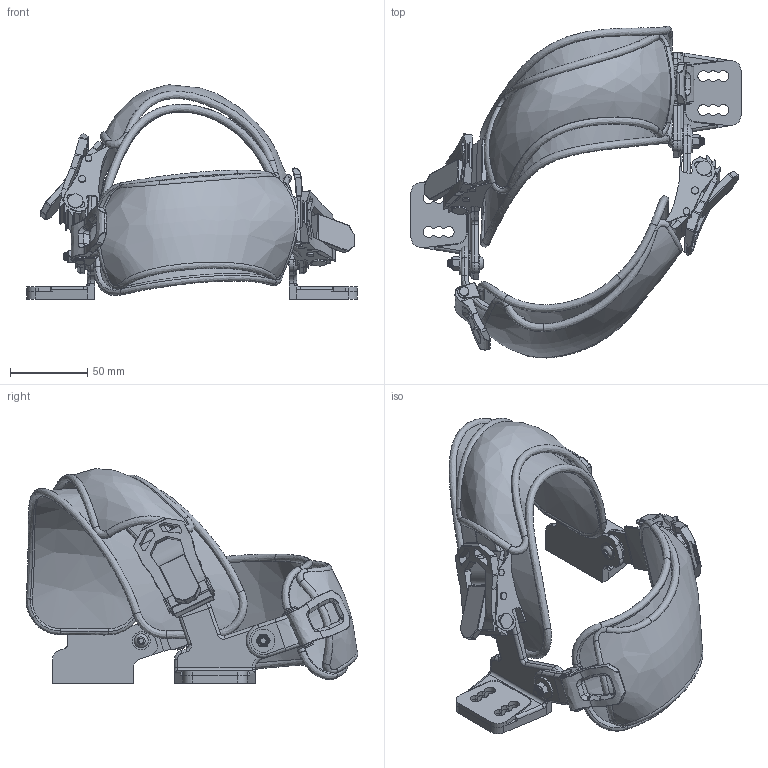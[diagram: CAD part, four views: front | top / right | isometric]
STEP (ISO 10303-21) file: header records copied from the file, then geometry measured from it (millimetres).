
FILE_DESCRIPTION(/* description */ (''),/* implementation_level */ '2;1');
FILE_NAME(/* name */ 'MBS F5 Binding v17.step',/* time_stamp */ '2021-07-16T19:58:21-04:00',/* author */ (''),/* organization */ (''),/* preprocessor_version */ 'ST-DEVELOPER v18.1',/* originating_system */ 'Autodesk Translation Framework v10.9.0.1377',/* authorisation */ '');
FILE_SCHEMA (('AUTOMOTIVE_DESIGN { 1 0 10303 214 3 1 1 }'));
Products named in the file (13): MBS F5 Binding; HealStrapAssembly; HealStrap; fastners; 92137A424_CLASS 10.9 ALLOY STEEL BUTTON-HEAD CAP SCREW; 90819A112_ MEDIUM-STRENGTH STEEL NYLON-INSERT LOCKNUT; 93413A212_Black Ultra-Corrosion-Resistant Coated Steel Washer; MainF5Assembly; LatchBuckle assembly; TopFabric; LeftBracket; RightBracket; Retching buckle assembly
Assembly tree (15 placements, depth 4):
  MBS F5 Binding
    HealStrapAssembly
      Retching buckle assembly
      HealStrap
      LatchBuckle assembly
      fastners  x2
        92137A424_CLASS 10.9 ALLOY STEEL BUTTON-HEAD CAP SCREW
        90819A112_ MEDIUM-STRENGTH STEEL NYLON-INSERT LOCKNUT
        93413A212_Black Ultra-Corrosion-Resistant Coated Steel Washer
    MainF5Assembly
      LatchBuckle assembly
      TopFabric
      LeftBracket
      RightBracket
      Retching buckle assembly
Bounding box: 213.79 x 214.95 x 138.89 mm (x, y, z)
Volume: 247311.1 mm3; surface area: 194189.5 mm2
Topology: 42 solids, 42 shells, 1278 faces, 3404 edges, 2204 vertices
Faces by surface type: cylinder 412, bspline 404, plane 372, cone 64, torus 24, sphere 2
Full cylindrical faces by diameter (mm): 3.961 x50, 4.255 x2, 4.342 x8, 4.358 x6, 4.607 x6, 5 x56, 5.294 x2, 5.3 x2, 6.214 x8, 7 x4, 9.752 x4, 11.6 x2, 15 x2
Entity records: 58617 total; most frequent: CARTESIAN_POINT 40138, ORIENTED_EDGE 4378, DIRECTION 2898, EDGE_CURVE 2189, VERTEX_POINT 1429, AXIS2_PLACEMENT_3D 1104, B_SPLINE_CURVE_WITH_KNOTS 869, EDGE_LOOP 862
